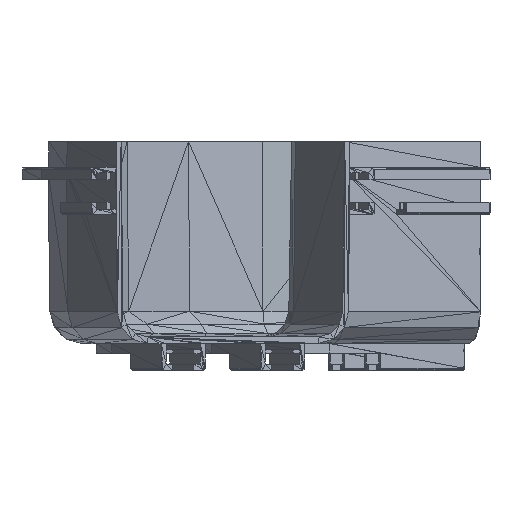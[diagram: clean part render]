
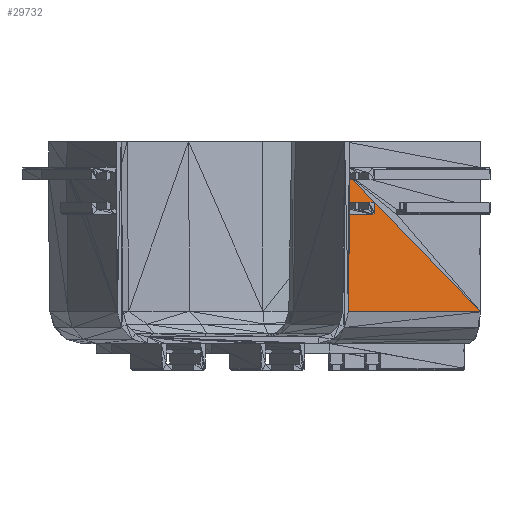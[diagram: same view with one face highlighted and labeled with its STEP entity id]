
A CAD part, left-side view. The second image highlights one B-rep face of the part: STEP entity #29732.
In plain terms, the highlighted planar face has unit normal (-0.94, -0.342, -0.011).
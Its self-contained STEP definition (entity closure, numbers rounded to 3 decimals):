
#22293 = VERTEX_POINT('',#22294);
#22294 = CARTESIAN_POINT('',(-627.728,-5060.758,
    -71.536));
#29552 = PLANE('',#29553);
#29553 = AXIS2_PLACEMENT_3D('',#29554,#29555,#29556);
#29554 = CARTESIAN_POINT('',(-640.675,-5023.412,
    -73.72));
#29555 = DIRECTION('',(-0.905,-0.33,-0.268)
  );
#29556 = DIRECTION('',(0.342,-0.94,
    0.));
#29662 = PLANE('',#29663);
#29663 = AXIS2_PLACEMENT_3D('',#29664,#29665,#29666);
#29664 = CARTESIAN_POINT('',(-640.701,-5026.318,
    -34.572));
#29665 = DIRECTION('',(-0.94,-0.342,
    -0.011));
#29666 = DIRECTION('',(0.342,-0.94,0.));
#29680 = VERTEX_POINT('',#29681);
#29681 = CARTESIAN_POINT('',(-654.137,-4990.557,
    0.859));
#29707 = EDGE_CURVE('',#22293,#29680,#29708,.T.);
#29708 = SURFACE_CURVE('',#29709,(#29713,#29720),.PCURVE_S1.);
#29709 = LINE('',#29710,#29711);
#29710 = CARTESIAN_POINT('',(-627.728,-5060.758,
    -71.536));
#29711 = VECTOR('',#29712,1.);
#29712 = DIRECTION('',(-0.253,0.673,0.694));
#29713 = PCURVE('',#29662,#29714);
#29714 = DEFINITIONAL_REPRESENTATION('',(#29715),#29719);
#29715 = LINE('',#29716,#29717);
#29716 = CARTESIAN_POINT('',(36.8,-36.967));
#29717 = VECTOR('',#29718,1.);
#29718 = DIRECTION('',(-0.719,0.695));
#29719 = ( GEOMETRIC_REPRESENTATION_CONTEXT(2) 
PARAMETRIC_REPRESENTATION_CONTEXT() REPRESENTATION_CONTEXT('2D SPACE',''
  ) );
#29720 = PCURVE('',#29721,#29726);
#29721 = PLANE('',#29722);
#29722 = AXIS2_PLACEMENT_3D('',#29723,#29724,#29725);
#29723 = CARTESIAN_POINT('',(-644.51,-5015.478,
    -46.127));
#29724 = DIRECTION('',(-0.94,-0.342,
    -0.011));
#29725 = DIRECTION('',(0.342,-0.94,0.));
#29726 = DEFINITIONAL_REPRESENTATION('',(#29727),#29731);
#29727 = LINE('',#29728,#29729);
#29728 = CARTESIAN_POINT('',(48.289,-25.411));
#29729 = VECTOR('',#29730,1.);
#29730 = DIRECTION('',(-0.719,0.695));
#29731 = ( GEOMETRIC_REPRESENTATION_CONTEXT(2) 
PARAMETRIC_REPRESENTATION_CONTEXT() REPRESENTATION_CONTEXT('2D SPACE',''
  ) );
#29732 = ADVANCED_FACE('',(#29733),#29721,.T.);
#29733 = FACE_BOUND('',#29734,.T.);
#29734 = EDGE_LOOP('',(#29735,#29763,#29784));
#29735 = ORIENTED_EDGE('',*,*,#29736,.T.);
#29736 = EDGE_CURVE('',#29680,#29737,#29739,.T.);
#29737 = VERTEX_POINT('',#29738);
#29738 = CARTESIAN_POINT('',(-653.379,-4990.281,
    -71.536));
#29739 = SURFACE_CURVE('',#29740,(#29744,#29751),.PCURVE_S1.);
#29740 = LINE('',#29741,#29742);
#29741 = CARTESIAN_POINT('',(-654.137,-4990.557,
    0.859));
#29742 = VECTOR('',#29743,1.);
#29743 = DIRECTION('',(0.01,0.004,
    -1.));
#29744 = PCURVE('',#29721,#29745);
#29745 = DEFINITIONAL_REPRESENTATION('',(#29746),#29750);
#29746 = LINE('',#29747,#29748);
#29747 = CARTESIAN_POINT('',(-26.711,46.989));
#29748 = VECTOR('',#29749,1.);
#29749 = DIRECTION('',(0.,-1.));
#29750 = ( GEOMETRIC_REPRESENTATION_CONTEXT(2) 
PARAMETRIC_REPRESENTATION_CONTEXT() REPRESENTATION_CONTEXT('2D SPACE',''
  ) );
#29751 = PCURVE('',#29752,#29757);
#29752 = PLANE('',#29753);
#29753 = AXIS2_PLACEMENT_3D('',#29754,#29755,#29756);
#29754 = CARTESIAN_POINT('',(-655.233,-4987.742,
    -32.728));
#29755 = DIRECTION('',(-0.88,-0.474,
    -0.011));
#29756 = DIRECTION('',(0.474,-0.88,
    0.));
#29757 = DEFINITIONAL_REPRESENTATION('',(#29758),#29762);
#29758 = LINE('',#29759,#29760);
#29759 = CARTESIAN_POINT('',(2.998,33.589));
#29760 = VECTOR('',#29761,1.);
#29761 = DIRECTION('',(0.002,-1.));
#29762 = ( GEOMETRIC_REPRESENTATION_CONTEXT(2) 
PARAMETRIC_REPRESENTATION_CONTEXT() REPRESENTATION_CONTEXT('2D SPACE',''
  ) );
#29763 = ORIENTED_EDGE('',*,*,#29764,.T.);
#29764 = EDGE_CURVE('',#29737,#22293,#29765,.T.);
#29765 = SURFACE_CURVE('',#29766,(#29770,#29777),.PCURVE_S1.);
#29766 = LINE('',#29767,#29768);
#29767 = CARTESIAN_POINT('',(-653.379,-4990.281,
    -71.536));
#29768 = VECTOR('',#29769,1.);
#29769 = DIRECTION('',(0.342,-0.94,0.));
#29770 = PCURVE('',#29721,#29771);
#29771 = DEFINITIONAL_REPRESENTATION('',(#29772),#29776);
#29772 = LINE('',#29773,#29774);
#29773 = CARTESIAN_POINT('',(-26.711,-25.411));
#29774 = VECTOR('',#29775,1.);
#29775 = DIRECTION('',(1.,0.));
#29776 = ( GEOMETRIC_REPRESENTATION_CONTEXT(2) 
PARAMETRIC_REPRESENTATION_CONTEXT() REPRESENTATION_CONTEXT('2D SPACE',''
  ) );
#29777 = PCURVE('',#29552,#29778);
#29778 = DEFINITIONAL_REPRESENTATION('',(#29779),#29783);
#29779 = LINE('',#29780,#29781);
#29780 = CARTESIAN_POINT('',(-35.478,2.266));
#29781 = VECTOR('',#29782,1.);
#29782 = DIRECTION('',(1.,0.));
#29783 = ( GEOMETRIC_REPRESENTATION_CONTEXT(2) 
PARAMETRIC_REPRESENTATION_CONTEXT() REPRESENTATION_CONTEXT('2D SPACE',''
  ) );
#29784 = ORIENTED_EDGE('',*,*,#29707,.T.);
